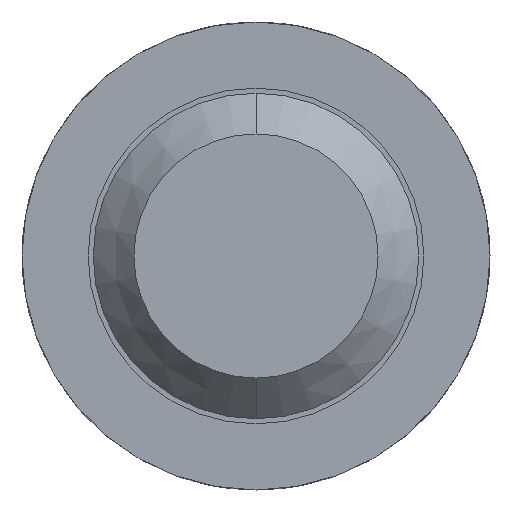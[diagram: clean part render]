
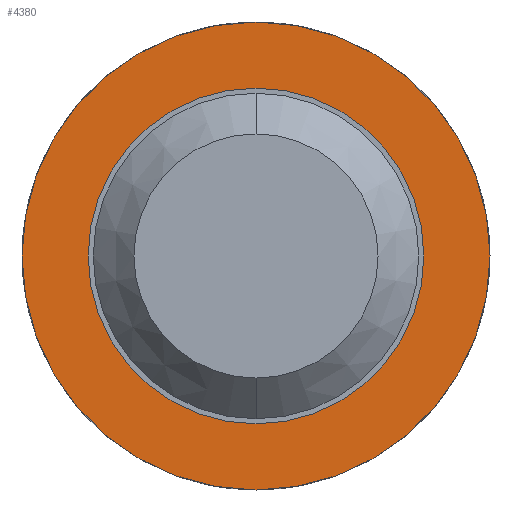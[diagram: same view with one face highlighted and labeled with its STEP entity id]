
A CAD part, front view. The second image highlights one B-rep face of the part: STEP entity #4380.
In plain terms, the highlighted planar face has unit normal (0, -1, 0).
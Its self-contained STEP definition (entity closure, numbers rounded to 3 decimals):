
#25 = CARTESIAN_POINT ( 'NONE',  ( 0., -1.5, 0. ) ) ;
#49 = CIRCLE ( 'NONE', #1599, 1.15 ) ;
#97 = PLANE ( 'NONE',  #4573 ) ;
#216 = ORIENTED_EDGE ( 'NONE', *, *, #1894, .F. ) ;
#268 = VERTEX_POINT ( 'NONE', #1200 ) ;
#512 = VERTEX_POINT ( 'NONE', #2137 ) ;
#523 = EDGE_CURVE ( 'Defeature ausgef�hrt4_48+Defeature ausgef�hrt4_47+Defeature ausgef�hrt4_47+Defeature ausgef�hrt4_47', #3161, #268, #4456, .T. ) ;
#713 = EDGE_CURVE ( 'Defeature ausgef�hrt4_44+Defeature ausgef�hrt4_48+Defeature ausgef�hrt4_48+Defeature ausgef�hrt4_48', #4049, #512, #49, .T. ) ;
#1107 = DIRECTION ( 'NONE',  ( 0., 1., 0. ) ) ;
#1200 = CARTESIAN_POINT ( 'NONE',  ( 0., -1.5, -0.825 ) ) ;
#1336 = DIRECTION ( 'NONE',  ( 0., 1., 0. ) ) ;
#1484 = CARTESIAN_POINT ( 'NONE',  ( 0., -1.5, 0. ) ) ;
#1500 = DIRECTION ( 'NONE',  ( 0., 0., 1. ) ) ;
#1599 = AXIS2_PLACEMENT_3D ( 'NONE', #25, #1839, #4378 ) ;
#1666 = FACE_OUTER_BOUND ( 'NONE', #1731, .T. ) ;
#1688 = ORIENTED_EDGE ( 'NONE', *, *, #523, .T. ) ;
#1707 = CARTESIAN_POINT ( 'NONE',  ( 0., -1.5, -1.15 ) ) ;
#1731 = EDGE_LOOP ( 'NONE', ( #216, #3277 ) ) ;
#1839 = DIRECTION ( 'NONE',  ( 0., 1., 0. ) ) ;
#1880 = AXIS2_PLACEMENT_3D ( 'NONE', #4574, #1336, #3941 ) ;
#1894 = EDGE_CURVE ( 'Defeature ausgef�hrt4_44+Defeature ausgef�hrt4_48+Defeature ausgef�hrt4_48+Defeature ausgef�hrt4_48', #512, #4049, #2368, .T. ) ;
#2137 = CARTESIAN_POINT ( 'NONE',  ( 0., -1.5, 1.15 ) ) ;
#2139 = EDGE_LOOP ( 'NONE', ( #1688, #3974 ) ) ;
#2368 = CIRCLE ( 'NONE', #3756, 1.15 ) ;
#2489 = CARTESIAN_POINT ( 'NONE',  ( 0., -1.5, 0. ) ) ;
#3161 = VERTEX_POINT ( 'NONE', #3739 ) ;
#3246 = DIRECTION ( 'NONE',  ( 0., 0., 1. ) ) ;
#3277 = ORIENTED_EDGE ( 'NONE', *, *, #713, .F. ) ;
#3457 = DIRECTION ( 'NONE',  ( 0., 1., 0. ) ) ;
#3487 = CARTESIAN_POINT ( 'NONE',  ( 0.825, -1.5, 0. ) ) ;
#3584 = AXIS2_PLACEMENT_3D ( 'NONE', #2489, #4335, #3246 ) ;
#3739 = CARTESIAN_POINT ( 'NONE',  ( 0., -1.5, 0.825 ) ) ;
#3756 = AXIS2_PLACEMENT_3D ( 'NONE', #1484, #1107, #1500 ) ;
#3941 = DIRECTION ( 'NONE',  ( 0., 0., 1. ) ) ;
#3974 = ORIENTED_EDGE ( 'NONE', *, *, #4604, .T. ) ;
#3997 = FACE_BOUND ( 'NONE', #2139, .T. ) ;
#4049 = VERTEX_POINT ( 'NONE', #1707 ) ;
#4335 = DIRECTION ( 'NONE',  ( 0., 1., 0. ) ) ;
#4378 = DIRECTION ( 'NONE',  ( 0., 0., 1. ) ) ;
#4380 = ADVANCED_FACE ( 'Defeature ausgef�hrt4_48', ( #1666, #3997 ), #97, .F. ) ;
#4456 = CIRCLE ( 'NONE', #3584, 0.825 ) ;
#4515 = DIRECTION ( 'NONE',  ( 0., 0., 1. ) ) ;
#4573 = AXIS2_PLACEMENT_3D ( 'NONE', #3487, #3457, #4515 ) ;
#4574 = CARTESIAN_POINT ( 'NONE',  ( 0., -1.5, 0. ) ) ;
#4603 = CIRCLE ( 'NONE', #1880, 0.825 ) ;
#4604 = EDGE_CURVE ( 'Defeature ausgef�hrt4_48+Defeature ausgef�hrt4_47+Defeature ausgef�hrt4_47+Defeature ausgef�hrt4_47', #268, #3161, #4603, .T. ) ;
